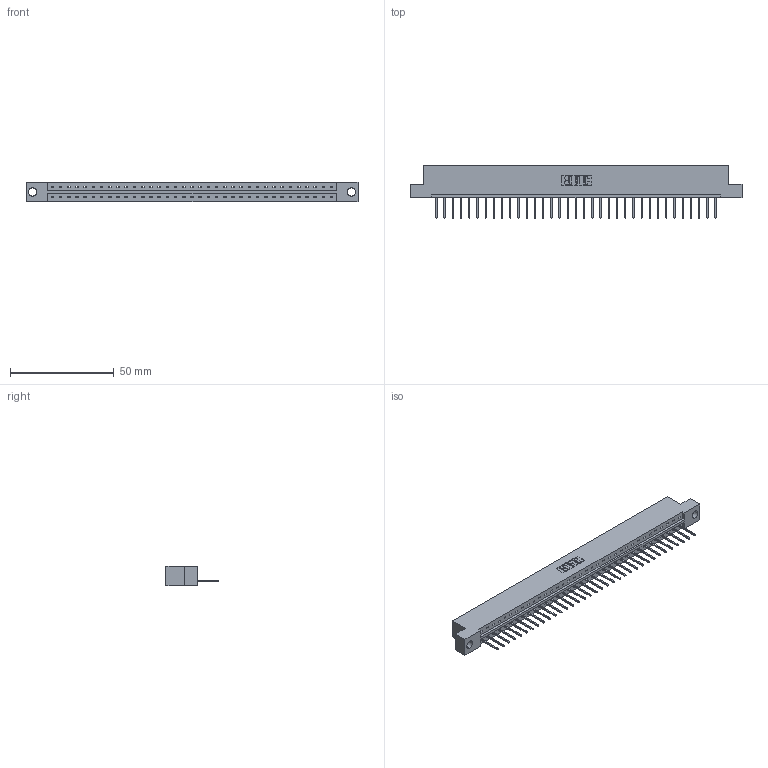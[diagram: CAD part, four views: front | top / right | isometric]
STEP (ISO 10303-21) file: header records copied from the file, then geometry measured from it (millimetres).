
FILE_DESCRIPTION (( 'STEP AP203' ), '1' );
FILE_NAME ('333-035-523-104.STEP', '2018-08-02T23:27:58', ( '' ), ( '' ), 'SwSTEP 2.0', 'SolidWorks 2016', '' );
FILE_SCHEMA (( 'CONFIG_CONTROL_DESIGN' ));
Length unit declared in the file: inch
Products named in the file (3): 333 Part_Flush - .156 Dia - TH; 345-292-001_345-293-123; 333-035-523-104
Assembly tree (36 placements, depth 2):
  333-035-523-104
    333 Part_Flush - .156 Dia - TH
    345-292-001_345-293-123  x35
Bounding box: 160.22 x 25.15 x 9.4 mm (x, y, z)
Volume: 15961.4 mm3; surface area: 17055.4 mm2
Topology: 36 solids, 36 shells, 2144 faces, 6471 edges, 4266 vertices
Faces by surface type: plane 1540, cylinder 604
Entity records: 22323 total; most frequent: CARTESIAN_POINT 3859, ORIENTED_EDGE 3830, DIRECTION 3269, EDGE_CURVE 1915, VECTOR 1787, LINE 1787, VERTEX_POINT 1274, AXIS2_PLACEMENT_3D 741
